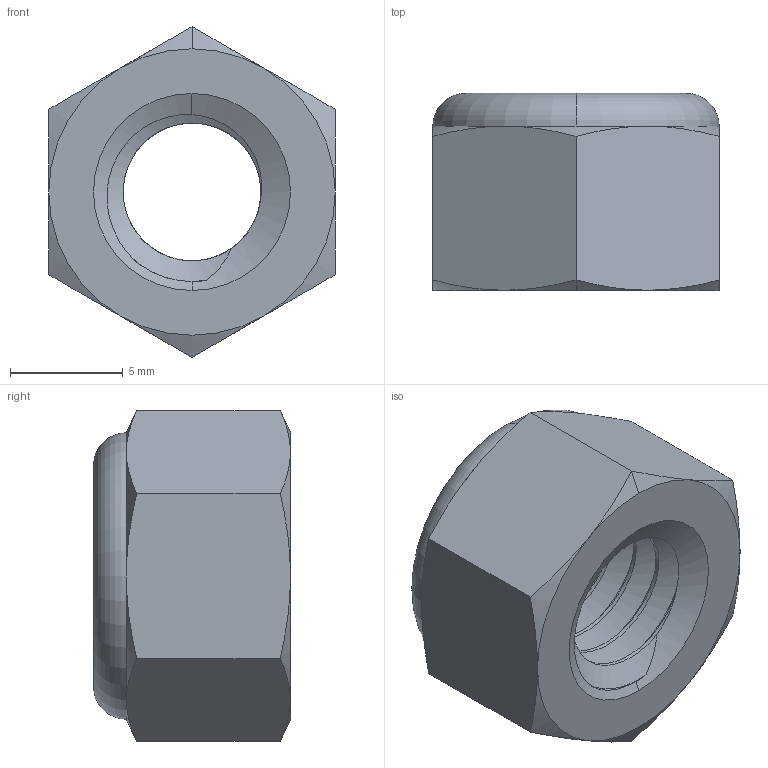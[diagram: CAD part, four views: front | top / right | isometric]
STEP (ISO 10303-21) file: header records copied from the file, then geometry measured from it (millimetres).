
FILE_DESCRIPTION (( 'STEP AP203' ), '1' );
FILE_NAME ('90630A115.STEP', '2020-01-06T21:10:22', ( '' ), ( '' ), 'SwSTEP 2.0', 'SolidWorks 2014', '' );
FILE_SCHEMA (( 'CONFIG_CONTROL_DESIGN' ));
Length unit declared in the file: inch
Products named in the file (1): 90630A115
Bounding box: 12.7 x 8.73 x 14.66 mm (x, y, z)
Volume: 822.6 mm3; surface area: 1196.6 mm2
Topology: 2 solids, 2 shells, 53 faces, 124 edges, 77 vertices
Faces by surface type: cylinder 16, cone 16, plane 12, torus 6, bspline 3
Entity records: 2801 total; most frequent: CARTESIAN_POINT 1611, ORIENTED_EDGE 248, DIRECTION 215, EDGE_CURVE 124, AXIS2_PLACEMENT_3D 95, VERTEX_POINT 77, EDGE_LOOP 59, ADVANCED_FACE 53
